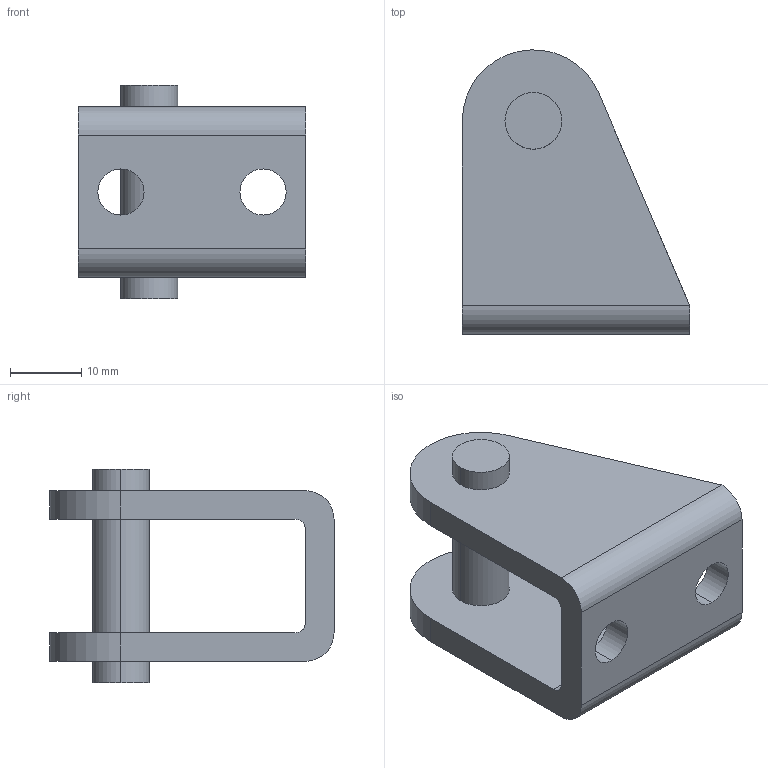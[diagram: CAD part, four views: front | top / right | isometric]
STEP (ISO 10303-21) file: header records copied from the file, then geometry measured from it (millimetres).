
FILE_DESCRIPTION(('HOOPS Exchange Step'),'2;1');
FILE_NAME('export-88537100-9CA5-449C-B374-F2B69A8A8F91.stp','2021-04-17T11:56:23+02:00',('Engineering'),('Alibre'),'HOOPS Exchange 2020.1','Alibre','Unknown authorisation');
FILE_SCHEMA( ('AP242_MANAGED_MODEL_BASED_3D_ENGINEERING_MIM_LF {1 0 10303 442 1 1 4 }') );
Length unit declared in the file: millimetre
Products named in the file (1): 5559 W0950200005 COUNTER-HINGE - MODEL BC for 20&25Ø BORE ISO6432
Bounding box: 32 x 40 x 30 mm (x, y, z)
Volume: 10488.6 mm3; surface area: 6118.2 mm2
Topology: 1 solids, 1 shells, 28 faces, 70 edges, 46 vertices
Faces by surface type: cylinder 16, plane 12
Entity records: 894 total; most frequent: DIRECTION 164, CARTESIAN_POINT 146, ORIENTED_EDGE 140, EDGE_CURVE 70, AXIS2_PLACEMENT_3D 64, VERTEX_POINT 46, EDGE_LOOP 36, FACE_BOUND 36
